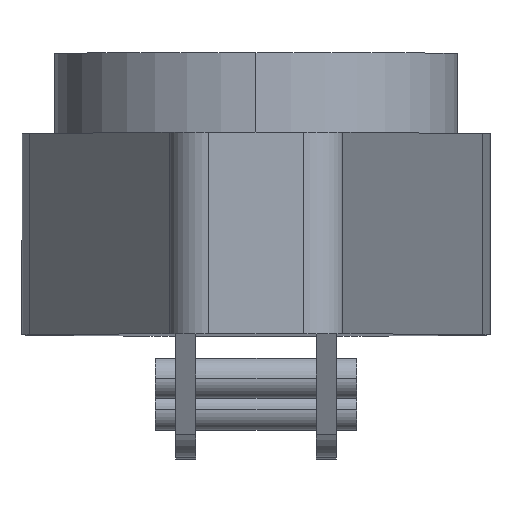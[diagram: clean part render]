
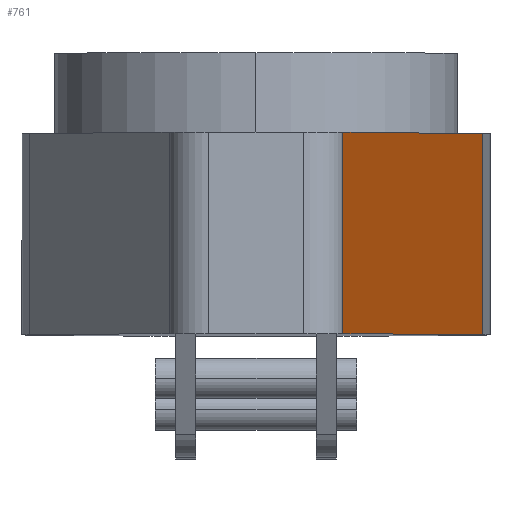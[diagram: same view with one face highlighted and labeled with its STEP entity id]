
A CAD part, top view. The second image highlights one B-rep face of the part: STEP entity #761.
In plain terms, the highlighted planar face has unit normal (0.981, 0, 0.196).
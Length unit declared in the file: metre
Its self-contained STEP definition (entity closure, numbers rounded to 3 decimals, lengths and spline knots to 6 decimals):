
#43 = FACE_OUTER_BOUND ( 'NONE', #1150, .T. ) ;
#45 = CARTESIAN_POINT ( 'NONE',  ( 0.056323, 0.025, 0.018383 ) ) ;
#69 = VERTEX_POINT ( 'NONE', #45 ) ;
#114 = CARTESIAN_POINT ( 'NONE',  ( 0.021608, 0.025, 0.191961 ) ) ;
#139 = VECTOR ( 'NONE', #1132, 1. ) ;
#232 = EDGE_CURVE ( 'NONE', #609, #69, #481, .T. ) ;
#247 = ORIENTED_EDGE ( 'NONE', *, *, #1534, .T. ) ;
#249 = CARTESIAN_POINT ( 'NONE',  ( 0.056323, -0.025, 0.018383 ) ) ;
#380 = DIRECTION ( 'NONE',  ( 0., 1., 0. ) ) ;
#430 = DIRECTION ( 'NONE',  ( 0., -1., 0. ) ) ;
#481 = LINE ( 'NONE', #249, #1441 ) ;
#482 = LINE ( 'NONE', #608, #139 ) ;
#509 = VECTOR ( 'NONE', #699, 1. ) ;
#608 = CARTESIAN_POINT ( 'NONE',  ( 0.06, 0.025, 0. ) ) ;
#609 = VERTEX_POINT ( 'NONE', #623 ) ;
#623 = CARTESIAN_POINT ( 'NONE',  ( 0.056323, -0.025, 0.018383 ) ) ;
#661 = VECTOR ( 'NONE', #430, 1. ) ;
#699 = DIRECTION ( 'NONE',  ( 0.196, 0., -0.981 ) ) ;
#761 = ADVANCED_FACE ( 'NONE', ( #43 ), #1432, .T. ) ;
#811 = ORIENTED_EDGE ( 'NONE', *, *, #232, .T. ) ;
#869 = DIRECTION ( 'NONE',  ( 0.981, 0., 0.196 ) ) ;
#881 = ORIENTED_EDGE ( 'NONE', *, *, #933, .F. ) ;
#933 = EDGE_CURVE ( 'NONE', #1375, #69, #482, .T. ) ;
#964 = VERTEX_POINT ( 'NONE', #1381 ) ;
#993 = ORIENTED_EDGE ( 'NONE', *, *, #1220, .T. ) ;
#1132 = DIRECTION ( 'NONE',  ( 0.196, 0., -0.981 ) ) ;
#1150 = EDGE_LOOP ( 'NONE', ( #881, #247, #993, #811 ) ) ;
#1166 = LINE ( 'NONE', #1309, #509 ) ;
#1180 = CARTESIAN_POINT ( 'NONE',  ( 0.06, -0.025, 0. ) ) ;
#1220 = EDGE_CURVE ( 'NONE', #964, #609, #1166, .T. ) ;
#1250 = AXIS2_PLACEMENT_3D ( 'NONE', #1180, #869, #1351 ) ;
#1309 = CARTESIAN_POINT ( 'NONE',  ( 0.06, -0.025, 0. ) ) ;
#1315 = LINE ( 'NONE', #1434, #661 ) ;
#1351 = DIRECTION ( 'NONE',  ( 0.196, 0., -0.981 ) ) ;
#1375 = VERTEX_POINT ( 'NONE', #114 ) ;
#1381 = CARTESIAN_POINT ( 'NONE',  ( 0.021608, -0.025, 0.191961 ) ) ;
#1432 = PLANE ( 'NONE',  #1250 ) ;
#1434 = CARTESIAN_POINT ( 'NONE',  ( 0.021608, -0.025, 0.191961 ) ) ;
#1441 = VECTOR ( 'NONE', #380, 1. ) ;
#1534 = EDGE_CURVE ( 'NONE', #1375, #964, #1315, .T. ) ;
